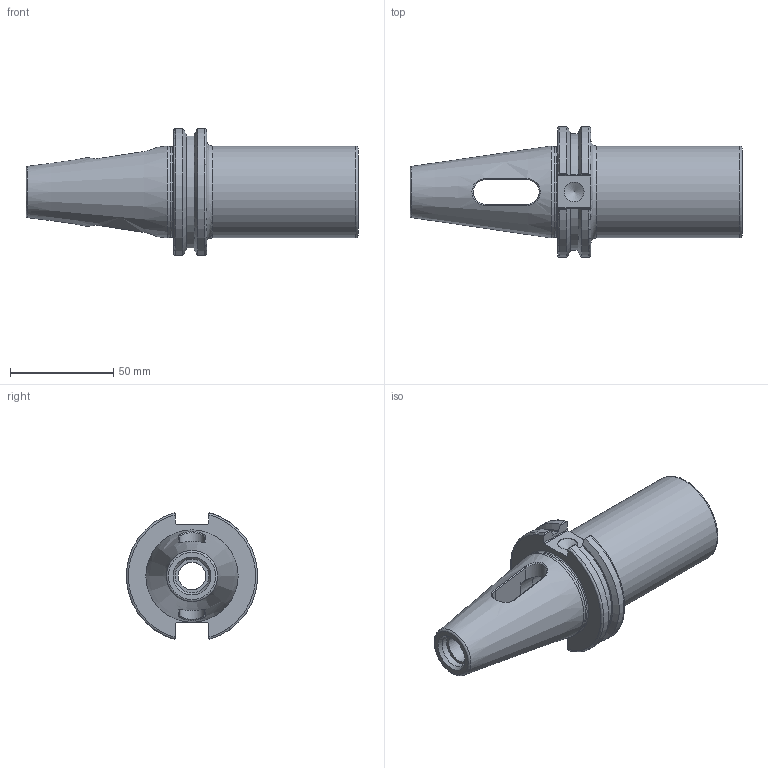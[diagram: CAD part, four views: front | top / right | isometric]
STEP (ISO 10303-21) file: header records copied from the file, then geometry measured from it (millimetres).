
FILE_DESCRIPTION(/* description */ (''),/* implementation_level */ '2;1');
FILE_NAME(/* name */ 'CK040.stp',/* time_stamp */ '2025-03-11T13:19:51+09:00',/* author */ ('YSH'),/* organization */ (''),/* preprocessor_version */ 'ST-DEVELOPER v20',/* originating_system */ 'Autodesk Inventor 2025',/* authorisation */ '');
FILE_SCHEMA (('AUTOMOTIVE_DESIGN { 1 0 10303 214 3 1 1 }'));
Length unit declared in the file: millimetre
Products named in the file (1): LO-CAT40-MTA4-92.20
Bounding box: 160.45 x 63.26 x 61.09 mm (x, y, z)
Volume: 142922.8 mm3; surface area: 38034.8 mm2
Topology: 1 solids, 1 shells, 84 faces, 233 edges, 151 vertices
Faces by surface type: plane 34, cylinder 16, bspline 16, torus 9, cone 9
Full cylindrical faces by diameter (mm): 9.525 x1, 13.386 x1, 16.3 x1, 26.5 x1, 43.6 x1, 44.45 x1
Entity records: 3364 total; most frequent: CARTESIAN_POINT 1330, ORIENTED_EDGE 464, DIRECTION 349, EDGE_CURVE 232, VERTEX_POINT 151, AXIS2_PLACEMENT_3D 124, LINE 101, VECTOR 101
